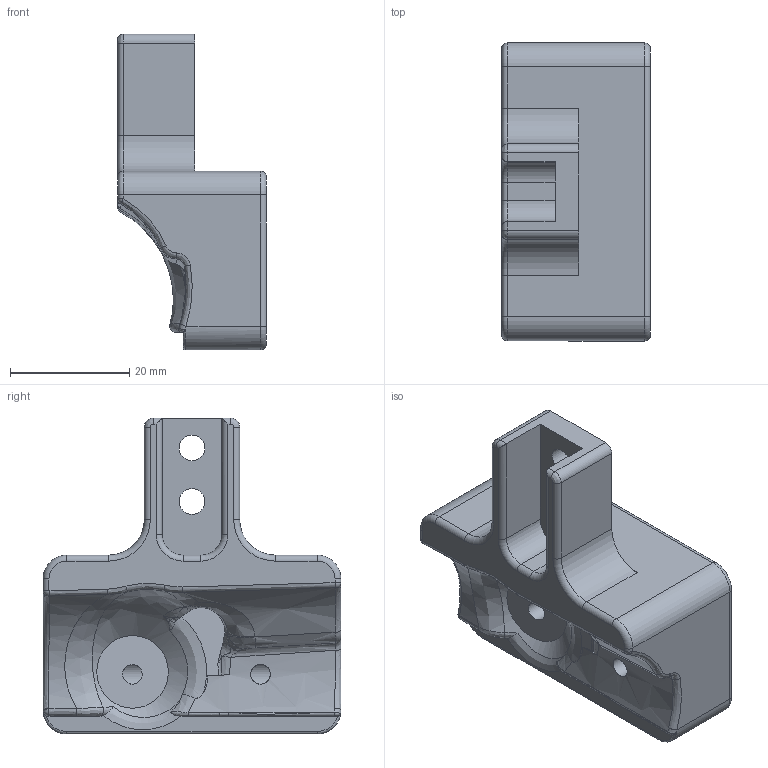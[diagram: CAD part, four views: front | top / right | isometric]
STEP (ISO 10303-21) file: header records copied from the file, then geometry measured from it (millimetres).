
FILE_DESCRIPTION(/* description */ (''),/* implementation_level */ '2;1');
FILE_NAME(/* name */ '31sj1.stp',/* time_stamp */ '2019-05-31T10:47:48+08:00',/* author */ (''),/* organization */ (''),/* preprocessor_version */ 'ST-DEVELOPER v16',/* originating_system */ 'SIEMENS PLM Software NX 10.0',/* authorisation */ '');
FILE_SCHEMA (('AUTOMOTIVE_DESIGN { 1 0 10303 214 3 1 1 1 }'));
Length unit declared in the file: millimetre
Products named in the file (1): 31sj1
Bounding box: 25 x 50 x 53 mm (x, y, z)
Volume: 27777.5 mm3; surface area: 8491.6 mm2
Topology: 1 solids, 1 shells, 127 faces, 311 edges, 183 vertices
Faces by surface type: bspline 55, cylinder 33, plane 21, torus 12, cone 3, sphere 3
Full cylindrical faces by diameter (mm): 3.3 x2, 4.3 x3
Entity records: 5161 total; most frequent: CARTESIAN_POINT 2569, ORIENTED_EDGE 594, DIRECTION 449, EDGE_CURVE 297, AXIS2_PLACEMENT_3D 190, VERTEX_POINT 180, EDGE_LOOP 142, ADVANCED_FACE 127
